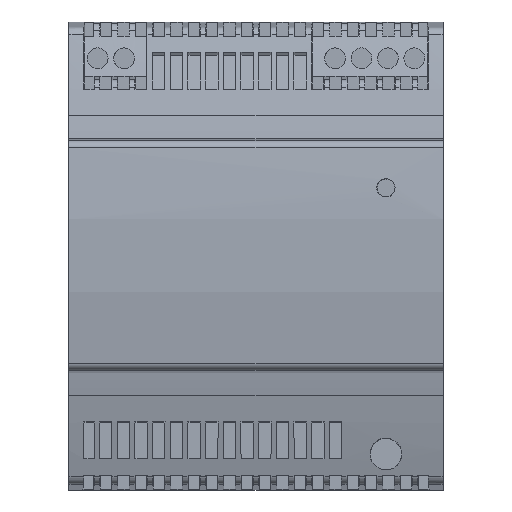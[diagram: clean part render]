
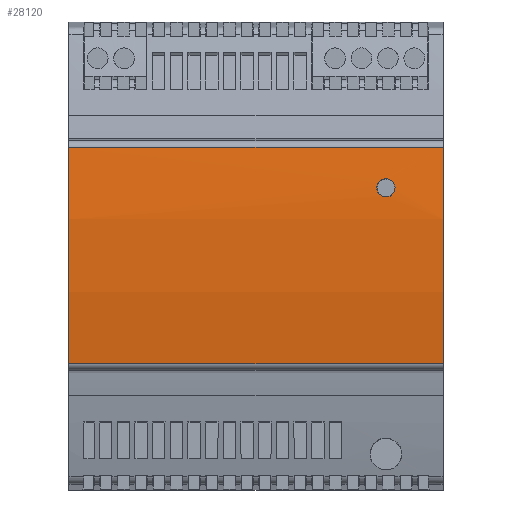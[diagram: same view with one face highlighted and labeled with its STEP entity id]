
A CAD part, top view. The second image highlights one B-rep face of the part: STEP entity #28120.
In plain terms, the highlighted cylindrical face has radius 140 mm (diameter 280 mm), a partial arc.
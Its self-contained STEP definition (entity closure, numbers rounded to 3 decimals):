
#1110=CARTESIAN_POINT('',(-13.019,61.6,
-36.45));
#1120=CARTESIAN_POINT('',(-12.934,61.6,
-36.45));
#1130=CARTESIAN_POINT('',(-12.85,61.6,
-36.444));
#1140=CARTESIAN_POINT('',(-12.768,61.6,
-36.432));
#1150=CARTESIAN_POINT('',(-12.673,61.6,
-36.418));
#1160=CARTESIAN_POINT('',(-12.342,61.6,
-36.368));
#1170=CARTESIAN_POINT('',(-11.999,61.6,
-36.123));
#1180=CARTESIAN_POINT('',(-11.919,61.6,
-36.066));
#1190=CARTESIAN_POINT('',(-11.651,61.6,
-35.871));
#1200=CARTESIAN_POINT('',(-11.46,61.6,
-35.499));
#1210=CARTESIAN_POINT('',(-11.284,61.6,
-35.158));
#1220=CARTESIAN_POINT('',(-11.266,61.6,
-34.844));
#1230=CARTESIAN_POINT('',(-11.266,61.6,
-34.701));
#1240=CARTESIAN_POINT('',(-11.266,61.6,
-34.452));
#1250=CARTESIAN_POINT('',(-11.319,61.6,
-34.174));
#1260=CARTESIAN_POINT('',(-11.459,61.6,
-33.902));
#1270=CARTESIAN_POINT('',(-11.64,61.6,
-33.55));
#1280=CARTESIAN_POINT('',(-11.889,61.6,
-33.355));
#1290=CARTESIAN_POINT('',(-11.997,61.6,
-33.278));
#1300=CARTESIAN_POINT('',(-12.317,61.6,
-33.05));
#1310=CARTESIAN_POINT('',(-12.621,61.6,
-32.989));
#1320=CARTESIAN_POINT('',(-12.765,61.6,
-32.968));
#1330=CARTESIAN_POINT('',(-12.849,61.6,
-32.956));
#1340=CARTESIAN_POINT('',(-12.933,61.6,
-32.95));
#1350=CARTESIAN_POINT('',(-13.019,61.6,
-32.95));
#1360=B_SPLINE_CURVE_WITH_KNOTS('',3,(#1110,#1120,#1130,#1140,#1150,
#1160,#1170,#1180,#1190,#1200,#1210,#1220,#1230,#1240,#1250,#1260,#1270,
#1280,#1290,#1300,#1310,#1320,#1330,#1340,#1350),.UNSPECIFIED.,.F.,.F.,(
4,3,3,3,3,3,3,3,4),(0.,0.252,1.086,
1.917,2.744,3.571,4.401,
5.235,5.49),.UNSPECIFIED.);
#1370=DIRECTION('',(0.,-1.,0.));
#1380=VECTOR('',#1370,1.);
#1390=SURFACE_OF_LINEAR_EXTRUSION('',#1360,#1380);
#1400=CARTESIAN_POINT('',(0.,-79.,
-45.7));
#1410=DIRECTION('',(0.,0.,-1.));
#1420=DIRECTION('',(-0.149,0.989,0.));
#1430=AXIS2_PLACEMENT_3D('',#1400,#1410,#1420);
#1440=CYLINDRICAL_SURFACE('',#1430,140.);
#1450=CARTESIAN_POINT('',(-13.019,60.393,
-32.95));
#1460=CARTESIAN_POINT('',(-12.76,60.418,
-32.95));
#1470=CARTESIAN_POINT('',(-12.504,60.441,
-33.006));
#1480=CARTESIAN_POINT('',(-12.267,60.462,
-33.119));
#1490=CARTESIAN_POINT('',(-12.031,60.482,
-33.232));
#1500=CARTESIAN_POINT('',(-11.823,60.5,
-33.394));
#1510=CARTESIAN_POINT('',(-11.658,60.514,
-33.597));
#1520=CARTESIAN_POINT('',(-11.405,60.535,
-33.908));
#1530=CARTESIAN_POINT('',(-11.266,60.546,
-34.298));
#1540=CARTESIAN_POINT('',(-11.266,60.546,
-34.7));
#1550=CARTESIAN_POINT('',(-11.266,60.546,
-35.102));
#1560=CARTESIAN_POINT('',(-11.406,60.535,
-35.492));
#1570=CARTESIAN_POINT('',(-11.658,60.514,
-35.803));
#1580=CARTESIAN_POINT('',(-11.824,60.5,
-36.007));
#1590=CARTESIAN_POINT('',(-12.03,60.482,
-36.168));
#1600=CARTESIAN_POINT('',(-12.267,60.462,
-36.281));
#1610=CARTESIAN_POINT('',(-12.504,60.441,
-36.393));
#1620=CARTESIAN_POINT('',(-12.759,60.418,
-36.45));
#1630=CARTESIAN_POINT('',(-13.019,60.393,
-36.45));
#1640=B_SPLINE_CURVE_WITH_KNOTS('',3,(#1450,#1460,#1470,#1480,#1490,
#1500,#1510,#1520,#1530,#1540,#1550,#1560,#1570,#1580,#1590,#1600,#1610,
#1620,#1630),.UNSPECIFIED.,.F.,.F.,(4,3,3,3,3,3,4),(0.,0.78
,1.562,2.756,3.95,4.732,
5.512),.UNSPECIFIED.);
#1650=SURFACE_CURVE('',#1640,(#1440,#1390),.CURVE_3D.);
#1660=CARTESIAN_POINT('',(-13.019,60.393,
-32.95));
#1670=VERTEX_POINT('',#1660);
#1680=CARTESIAN_POINT('',(-13.019,60.393,
-36.45));
#1690=VERTEX_POINT('',#1680);
#1700=EDGE_CURVE('',#1670,#1690,#1650,.T.);
#3590=CARTESIAN_POINT('',(-13.019,61.6,
-32.95));
#3600=CARTESIAN_POINT('',(-13.103,61.6,
-32.95));
#3610=CARTESIAN_POINT('',(-13.186,61.6,
-32.956));
#3620=CARTESIAN_POINT('',(-13.269,61.6,
-32.968));
#3630=CARTESIAN_POINT('',(-13.365,61.6,
-32.982));
#3640=CARTESIAN_POINT('',(-13.695,61.6,
-33.032));
#3650=CARTESIAN_POINT('',(-14.038,61.6,
-33.277));
#3660=CARTESIAN_POINT('',(-14.118,61.6,
-33.334));
#3670=CARTESIAN_POINT('',(-14.386,61.6,
-33.529));
#3680=CARTESIAN_POINT('',(-14.578,61.6,
-33.901));
#3690=CARTESIAN_POINT('',(-14.753,61.6,
-34.242));
#3700=CARTESIAN_POINT('',(-14.771,61.6,
-34.556));
#3710=CARTESIAN_POINT('',(-14.771,61.6,
-34.699));
#3720=CARTESIAN_POINT('',(-14.771,61.6,
-35.097));
#3730=CARTESIAN_POINT('',(-14.636,61.6,
-35.386));
#3740=CARTESIAN_POINT('',(-14.579,61.6,
-35.497));
#3750=CARTESIAN_POINT('',(-14.502,61.6,
-35.648));
#3760=CARTESIAN_POINT('',(-14.342,61.6,
-35.906));
#3770=CARTESIAN_POINT('',(-14.04,61.6,
-36.122));
#3780=CARTESIAN_POINT('',(-13.721,61.6,
-36.349));
#3790=CARTESIAN_POINT('',(-13.418,61.6,
-36.41));
#3800=CARTESIAN_POINT('',(-13.272,61.6,
-36.432));
#3810=CARTESIAN_POINT('',(-13.198,61.6,
-36.442));
#3820=CARTESIAN_POINT('',(-13.113,61.6,
-36.45));
#3830=CARTESIAN_POINT('',(-13.019,61.6,
-36.45));
#3840=B_SPLINE_CURVE_WITH_KNOTS('',3,(#3590,#3600,#3610,#3620,#3630,
#3640,#3650,#3660,#3670,#3680,#3690,#3700,#3710,#3720,#3730,#3740,#3750,
#3760,#3770,#3780,#3790,#3800,#3810,#3820,#3830),.UNSPECIFIED.,.F.,.F.,(
4,3,3,3,3,3,3,3,4),(0.,0.251,1.086,
1.917,2.744,3.57,4.401,
5.236,5.49),.UNSPECIFIED.);
#3850=DIRECTION('',(0.,-1.,0.));
#3860=VECTOR('',#3850,1.);
#3870=SURFACE_OF_LINEAR_EXTRUSION('',#3840,#3860);
#3880=CARTESIAN_POINT('',(-13.019,60.393,
-36.45));
#3890=CARTESIAN_POINT('',(-13.276,60.369,
-36.45));
#3900=CARTESIAN_POINT('',(-13.531,60.345,
-36.394));
#3910=CARTESIAN_POINT('',(-13.767,60.321,
-36.283));
#3920=CARTESIAN_POINT('',(-14.001,60.298,
-36.171));
#3930=CARTESIAN_POINT('',(-14.208,60.277,
-36.011));
#3940=CARTESIAN_POINT('',(-14.373,60.26,
-35.81));
#3950=CARTESIAN_POINT('',(-14.63,60.234,
-35.498));
#3960=CARTESIAN_POINT('',(-14.771,60.219,
-35.105));
#3970=CARTESIAN_POINT('',(-14.771,60.219,
-34.7));
#3980=CARTESIAN_POINT('',(-14.771,60.219,
-34.295));
#3990=CARTESIAN_POINT('',(-14.629,60.234,
-33.902));
#4000=CARTESIAN_POINT('',(-14.373,60.26,
-33.59));
#4010=CARTESIAN_POINT('',(-14.208,60.277,
-33.388));
#4020=CARTESIAN_POINT('',(-14.002,60.298,
-33.229));
#4030=CARTESIAN_POINT('',(-13.767,60.321,
-33.118));
#4040=CARTESIAN_POINT('',(-13.531,60.345,
-33.006));
#4050=CARTESIAN_POINT('',(-13.276,60.369,
-32.95));
#4060=CARTESIAN_POINT('',(-13.019,60.393,
-32.95));
#4070=B_SPLINE_CURVE_WITH_KNOTS('',3,(#3880,#3890,#3900,#3910,#3920,
#3930,#3940,#3950,#3960,#3970,#3980,#3990,#4000,#4010,#4020,#4030,#4040,
#4050,#4060),.UNSPECIFIED.,.F.,.F.,(4,3,3,3,3,3,4),(0.,0.776
,1.554,2.757,3.961,4.739,
5.515),.UNSPECIFIED.);
#4080=SURFACE_CURVE('',#4070,(#1440,#3870),.CURVE_3D.);
#4090=EDGE_CURVE('',#1690,#1670,#4080,.T.);
#27720=CARTESIAN_POINT('',(0.,-79.,
-45.7));
#27730=DIRECTION('',(0.,0.,-1.));
#27740=DIRECTION('',(-0.149,0.989,0.));
#27750=AXIS2_PLACEMENT_3D('',#27720,#27730,#27740);
#27760=CIRCLE('',#27750,140.);
#27770=CARTESIAN_POINT('',(-20.804,59.446,
-45.7));
#27780=VERTEX_POINT('',#27770);
#27790=CARTESIAN_POINT('',(20.804,59.446,
-45.7));
#27800=VERTEX_POINT('',#27790);
#27810=EDGE_CURVE('',#27780,#27800,#27760,.T.);
#27820=ORIENTED_EDGE('',*,*,#27810,.F.);
#27830=CARTESIAN_POINT('',(20.804,59.446,-45.));
#27840=DIRECTION('',(0.,0.,1.));
#27850=VECTOR('',#27840,1.);
#27860=LINE('',#27830,#27850);
#27870=CARTESIAN_POINT('',(20.804,59.446,
26.3));
#27880=VERTEX_POINT('',#27870);
#27890=EDGE_CURVE('',#27800,#27880,#27860,.T.);
#27900=ORIENTED_EDGE('',*,*,#27890,.F.);
#27910=CARTESIAN_POINT('',(0.,-79.,
26.3));
#27920=DIRECTION('',(0.,0.,-1.));
#27930=DIRECTION('',(-0.149,0.989,0.));
#27940=AXIS2_PLACEMENT_3D('',#27910,#27920,#27930);
#27950=CIRCLE('',#27940,140.);
#27960=CARTESIAN_POINT('',(-20.804,59.446,
26.3));
#27970=VERTEX_POINT('',#27960);
#27980=EDGE_CURVE('',#27970,#27880,#27950,.T.);
#27990=ORIENTED_EDGE('',*,*,#27980,.T.);
#28000=CARTESIAN_POINT('',(-20.804,59.446,
-63.7));
#28010=DIRECTION('',(0.,0.,1.));
#28020=VECTOR('',#28010,1.);
#28030=LINE('',#28000,#28020);
#28040=EDGE_CURVE('',#27780,#27970,#28030,.T.);
#28050=ORIENTED_EDGE('',*,*,#28040,.T.);
#28060=EDGE_LOOP('',(#28050,#27990,#27900,#27820));
#28070=FACE_OUTER_BOUND('',#28060,.T.);
#28080=ORIENTED_EDGE('',*,*,#1700,.F.);
#28090=ORIENTED_EDGE('',*,*,#4090,.F.);
#28100=EDGE_LOOP('',(#28090,#28080));
#28110=FACE_BOUND('',#28100,.T.);
#28120=ADVANCED_FACE('',(#28070,#28110),#1440,.T.);
